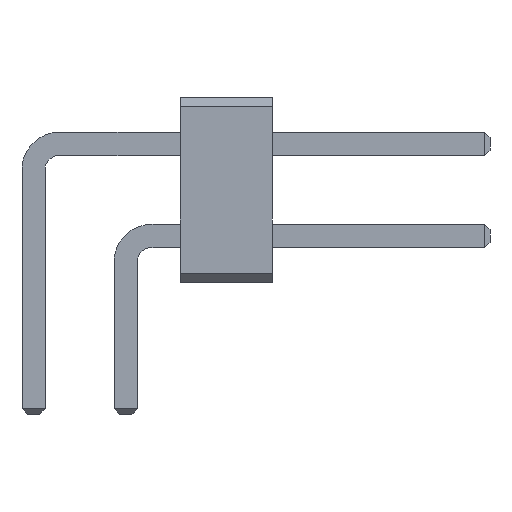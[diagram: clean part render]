
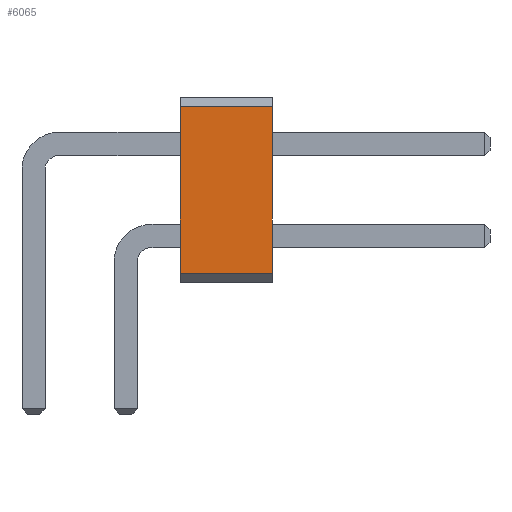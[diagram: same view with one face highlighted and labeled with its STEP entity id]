
A CAD part, front view. The second image highlights one B-rep face of the part: STEP entity #6065.
In plain terms, the highlighted planar face has unit normal (0, -1, 0).
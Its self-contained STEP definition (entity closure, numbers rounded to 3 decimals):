
#503 = VERTEX_POINT('',#504);
#504 = CARTESIAN_POINT('',(6.58,-44.45,4.83));
#510 = EDGE_CURVE('',#511,#503,#513,.T.);
#511 = VERTEX_POINT('',#512);
#512 = CARTESIAN_POINT('',(6.58,-44.45,0.25));
#513 = LINE('',#514,#515);
#514 = CARTESIAN_POINT('',(6.58,-44.45,0.));
#515 = VECTOR('',#516,1.);
#516 = DIRECTION('',(0.,0.,1.));
#2631 = VERTEX_POINT('',#2632);
#2632 = CARTESIAN_POINT('',(4.04,-44.45,0.25));
#2638 = EDGE_CURVE('',#2631,#2639,#2641,.T.);
#2639 = VERTEX_POINT('',#2640);
#2640 = CARTESIAN_POINT('',(4.04,-44.45,4.83));
#2641 = LINE('',#2642,#2643);
#2642 = CARTESIAN_POINT('',(4.04,-44.45,0.));
#2643 = VECTOR('',#2644,1.);
#2644 = DIRECTION('',(0.,0.,1.));
#6055 = EDGE_CURVE('',#511,#2631,#6056,.T.);
#6056 = LINE('',#6057,#6058);
#6057 = CARTESIAN_POINT('',(6.58,-44.45,0.25));
#6058 = VECTOR('',#6059,1.);
#6059 = DIRECTION('',(-1.,0.,0.));
#6065 = ADVANCED_FACE('',(#6066),#6077,.F.);
#6066 = FACE_BOUND('',#6067,.F.);
#6067 = EDGE_LOOP('',(#6068,#6069,#6070,#6071));
#6068 = ORIENTED_EDGE('',*,*,#510,.F.);
#6069 = ORIENTED_EDGE('',*,*,#6055,.T.);
#6070 = ORIENTED_EDGE('',*,*,#2638,.T.);
#6071 = ORIENTED_EDGE('',*,*,#6072,.F.);
#6072 = EDGE_CURVE('',#503,#2639,#6073,.T.);
#6073 = LINE('',#6074,#6075);
#6074 = CARTESIAN_POINT('',(6.58,-44.45,4.83));
#6075 = VECTOR('',#6076,1.);
#6076 = DIRECTION('',(-1.,0.,0.));
#6077 = PLANE('',#6078);
#6078 = AXIS2_PLACEMENT_3D('',#6079,#6080,#6081);
#6079 = CARTESIAN_POINT('',(6.58,-44.45,0.));
#6080 = DIRECTION('',(0.,1.,0.));
#6081 = DIRECTION('',(0.,0.,1.));
